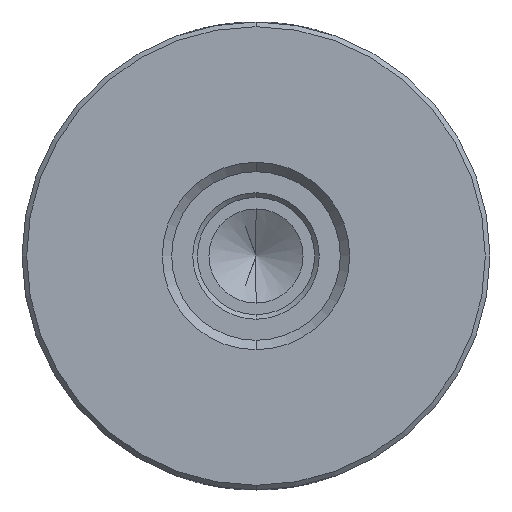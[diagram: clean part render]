
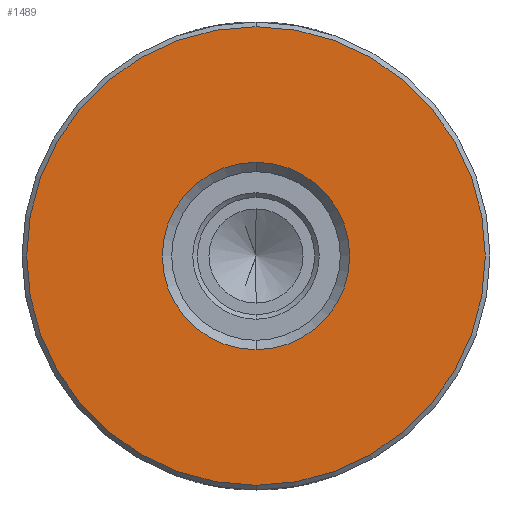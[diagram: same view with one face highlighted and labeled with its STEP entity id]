
A CAD part, front view. The second image highlights one B-rep face of the part: STEP entity #1489.
In plain terms, the highlighted planar face has unit normal (0, -1, 0).
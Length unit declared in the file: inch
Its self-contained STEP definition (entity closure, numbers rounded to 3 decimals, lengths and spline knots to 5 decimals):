
#2 = EDGE_CURVE ( 'NONE', #1768, #1764, #1979, .T. ) ;
#30 = EDGE_CURVE ( 'NONE', #2075, #1858, #1987, .T. ) ;
#46 = EDGE_CURVE ( 'NONE', #1764, #1768, #424, .T. ) ;
#47 = EDGE_CURVE ( 'NONE', #1858, #2075, #441, .T. ) ;
#217 = AXIS2_PLACEMENT_3D ( 'NONE', #1757, #1756, #1755 ) ;
#291 = CARTESIAN_POINT ( 'NONE',  ( 0.07765, -1.49169, 0.44288 ) ) ;
#292 = CARTESIAN_POINT ( 'NONE',  ( 0.07765, -1.49169, -0.53612 ) ) ;
#424 = CIRCLE ( 'NONE', #1541, 0.4895 ) ;
#441 = CIRCLE ( 'NONE', #1542, 0.2 ) ;
#883 = CARTESIAN_POINT ( 'NONE',  ( 0.07765, -1.49169, 0.15338 ) ) ;
#910 = CARTESIAN_POINT ( 'NONE',  ( 0.07765, -1.49169, -0.24662 ) ) ;
#955 = FACE_BOUND ( 'NONE', #2053, .T. ) ;
#958 = FACE_OUTER_BOUND ( 'NONE', #1998, .T. ) ;
#1057 = DIRECTION ( 'NONE',  ( 0., 0., 1. ) ) ;
#1058 = DIRECTION ( 'NONE',  ( 0., -1., 0. ) ) ;
#1062 = DIRECTION ( 'NONE',  ( 0., -1., 0. ) ) ;
#1077 = DIRECTION ( 'NONE',  ( 0., 0., -1. ) ) ;
#1084 = DIRECTION ( 'NONE',  ( 0., -1., 0. ) ) ;
#1102 = CARTESIAN_POINT ( 'NONE',  ( 0.07765, -1.49169, -0.04662 ) ) ;
#1103 = DIRECTION ( 'NONE',  ( 0., 0., -1. ) ) ;
#1114 = CARTESIAN_POINT ( 'NONE',  ( 0.07765, -1.49169, -0.04662 ) ) ;
#1133 = CARTESIAN_POINT ( 'NONE',  ( 0.07765, -1.49169, -0.04662 ) ) ;
#1141 = DIRECTION ( 'NONE',  ( 0., 0., 1. ) ) ;
#1181 = DIRECTION ( 'NONE',  ( 0., -1., 0. ) ) ;
#1191 = CARTESIAN_POINT ( 'NONE',  ( 0.07765, -1.49169, -0.04662 ) ) ;
#1489 = ADVANCED_FACE ( 'NONE', ( #958, #955 ), #1708, .F. ) ;
#1525 = AXIS2_PLACEMENT_3D ( 'NONE', #1191, #1058, #1057 ) ;
#1534 = AXIS2_PLACEMENT_3D ( 'NONE', #1133, #1181, #1103 ) ;
#1541 = AXIS2_PLACEMENT_3D ( 'NONE', #1102, #1062, #1141 ) ;
#1542 = AXIS2_PLACEMENT_3D ( 'NONE', #1114, #1084, #1077 ) ;
#1708 = PLANE ( 'NONE',  #217 ) ;
#1755 = DIRECTION ( 'NONE',  ( 0., 0., 1. ) ) ;
#1756 = DIRECTION ( 'NONE',  ( 0., 1., 0. ) ) ;
#1757 = CARTESIAN_POINT ( 'NONE',  ( 0.07765, -1.49169, -0.04662 ) ) ;
#1764 = VERTEX_POINT ( 'NONE', #291 ) ;
#1768 = VERTEX_POINT ( 'NONE', #292 ) ;
#1858 = VERTEX_POINT ( 'NONE', #910 ) ;
#1900 = ORIENTED_EDGE ( 'NONE', *, *, #2, .T. ) ;
#1923 = ORIENTED_EDGE ( 'NONE', *, *, #47, .F. ) ;
#1968 = ORIENTED_EDGE ( 'NONE', *, *, #46, .T. ) ;
#1979 = CIRCLE ( 'NONE', #1525, 0.4895 ) ;
#1987 = CIRCLE ( 'NONE', #1534, 0.2 ) ;
#1998 = EDGE_LOOP ( 'NONE', ( #1968, #1900 ) ) ;
#2027 = ORIENTED_EDGE ( 'NONE', *, *, #30, .F. ) ;
#2053 = EDGE_LOOP ( 'NONE', ( #1923, #2027 ) ) ;
#2075 = VERTEX_POINT ( 'NONE', #883 ) ;
